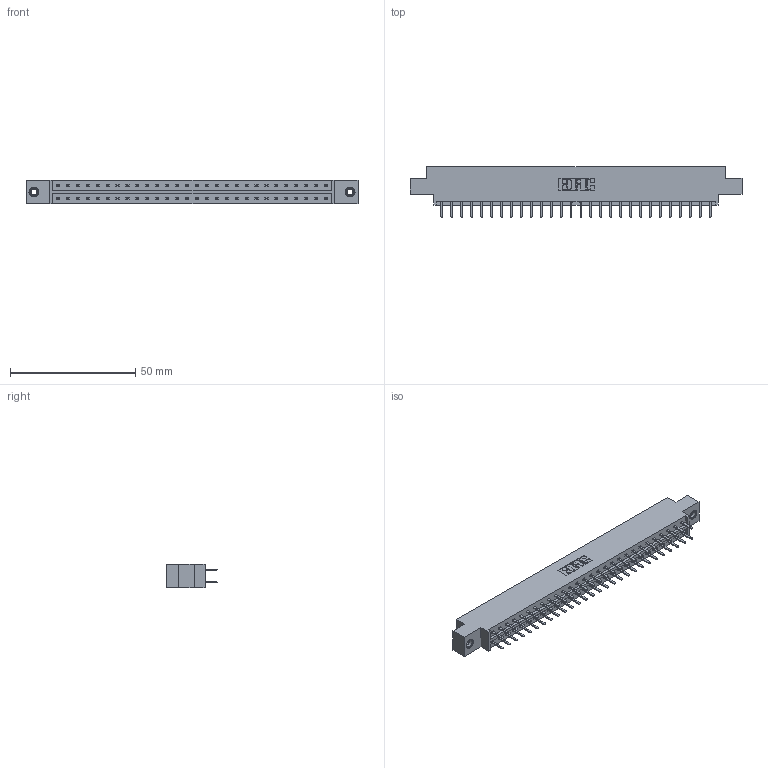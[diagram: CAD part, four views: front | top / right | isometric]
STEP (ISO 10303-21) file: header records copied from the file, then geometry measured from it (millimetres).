
FILE_DESCRIPTION (( 'STEP AP203' ), '1' );
FILE_NAME ('333-056-520-808.STEP', '2018-08-04T04:34:03', ( '' ), ( '' ), 'SwSTEP 2.0', 'SolidWorks 2016', '' );
FILE_SCHEMA (( 'CONFIG_CONTROL_DESIGN' ));
Length unit declared in the file: inch
Products named in the file (4): 345-292-001_345-293-120; 345-250-001_345-250-003-102; 333-056-520-808; 333 Part_Offset - .156 Dia - TI
Assembly tree (59 placements, depth 2):
  333-056-520-808
    333 Part_Offset - .156 Dia - TI
    345-292-001_345-293-120  x56
    345-250-001_345-250-003-102  x2
Bounding box: 132.49 x 20.02 x 9.4 mm (x, y, z)
Volume: 13136.3 mm3; surface area: 15557.3 mm2
Topology: 59 solids, 59 shells, 3314 faces, 9587 edges, 6234 vertices
Faces by surface type: plane 2234, cylinder 1064, cone 12, torus 4
Entity records: 21256 total; most frequent: CARTESIAN_POINT 3537, ORIENTED_EDGE 3454, DIRECTION 3065, EDGE_CURVE 1727, LINE 1575, VECTOR 1575, VERTEX_POINT 1144, AXIS2_PLACEMENT_3D 745
